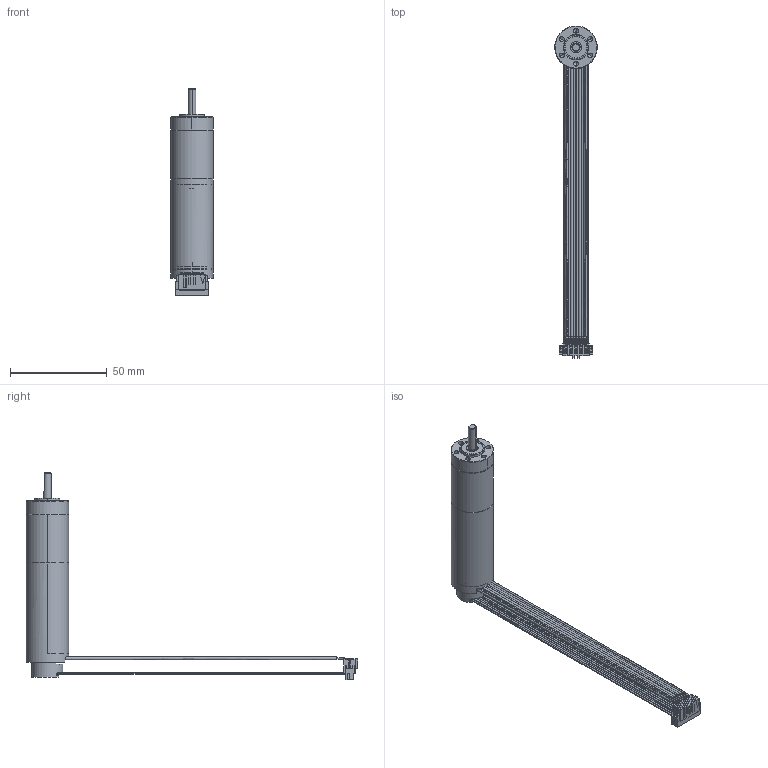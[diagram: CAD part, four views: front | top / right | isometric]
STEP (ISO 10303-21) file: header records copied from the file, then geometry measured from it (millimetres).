
FILE_DESCRIPTION((''),'2;1');
FILE_NAME('ECU22048_M16_PG22M_3','2021-11-05T11:11:10',('MS22785'),(''),'CREO PARAMETRIC BY PTC INC, 2018100','CREO PARAMETRIC BY PTC INC, 2018100','');
FILE_SCHEMA(('CONFIG_CONTROL_DESIGN'));
Length unit declared in the file: millimetre
Products named in the file (1): ECU22048_M16_PG22M_3
Bounding box: 22 x 171.88 x 107.28 mm (x, y, z)
Volume: 17097.8 mm3; surface area: 28787.9 mm2
Topology: 1 solids, 2 shells, 2139 faces, 6027 edges, 3912 vertices
Faces by surface type: plane 1082, cylinder 578, cone 215, extrusion 152, bspline 48, torus 40, sphere 24
Entity records: 75583 total; most frequent: CARTESIAN_POINT 20263, ORIENTED_EDGE 12014, DIRECTION 10922, EDGE_CURVE 6007, VERTEX_POINT 3914, VECTOR 3838, LINE 3686, AXIS2_PLACEMENT_3D 3542
